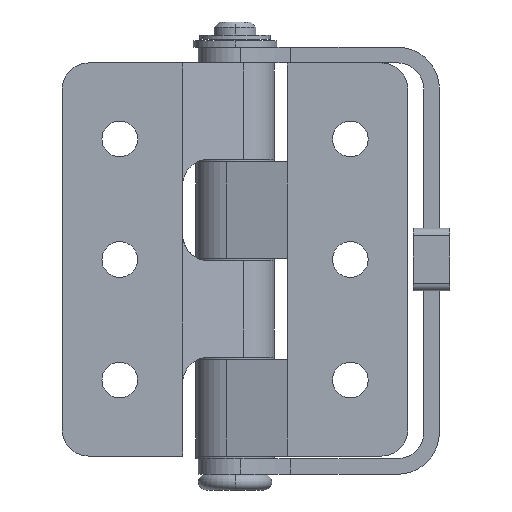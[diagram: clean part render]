
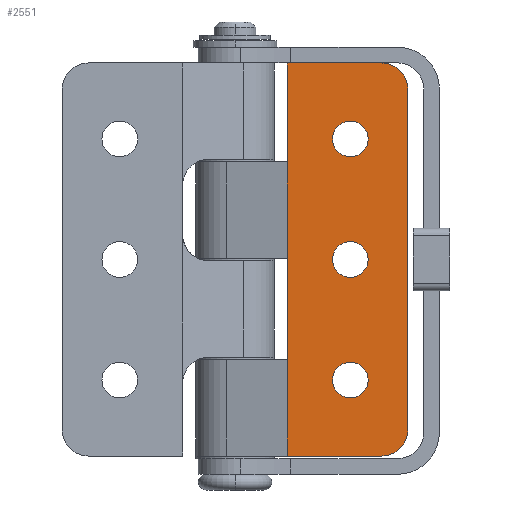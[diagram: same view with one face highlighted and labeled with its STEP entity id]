
A CAD part, front view. The second image highlights one B-rep face of the part: STEP entity #2551.
In plain terms, the highlighted planar face has unit normal (0, -1, 0).
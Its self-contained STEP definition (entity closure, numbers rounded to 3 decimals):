
#78 = PLANE ( 'NONE',  #3084 ) ;
#79 = CARTESIAN_POINT ( 'NONE',  ( 10., -10., 37.5 ) ) ;
#80 = DIRECTION ( 'NONE',  ( 0., 1., 0. ) ) ;
#81 = DIRECTION ( 'NONE',  ( 0., 0., 1. ) ) ;
#170 = CARTESIAN_POINT ( 'NONE',  ( 10., -10., 37.5 ) ) ;
#171 = DIRECTION ( 'NONE',  ( 0., 0., -1. ) ) ;
#190 = CARTESIAN_POINT ( 'NONE',  ( 10., -10., 37.5 ) ) ;
#191 = DIRECTION ( 'NONE',  ( 1., 0., 0. ) ) ;
#202 = CARTESIAN_POINT ( 'NONE',  ( 10., -10., -37.5 ) ) ;
#203 = DIRECTION ( 'NONE',  ( 1., 0., 0. ) ) ;
#208 = CARTESIAN_POINT ( 'NONE',  ( 10., -10., 37.5 ) ) ;
#209 = DIRECTION ( 'NONE',  ( 0., 0., -1. ) ) ;
#212 = CARTESIAN_POINT ( 'NONE',  ( 22., -10., 23. ) ) ;
#213 = DIRECTION ( 'NONE',  ( 0., 1., 0. ) ) ;
#214 = DIRECTION ( 'NONE',  ( 0., 0., 1. ) ) ;
#215 = CARTESIAN_POINT ( 'NONE',  ( 22., -10., 0. ) ) ;
#216 = DIRECTION ( 'NONE',  ( 0., 1., 0. ) ) ;
#217 = DIRECTION ( 'NONE',  ( 0., 0., 1. ) ) ;
#218 = CARTESIAN_POINT ( 'NONE',  ( 22., -10., -23. ) ) ;
#219 = DIRECTION ( 'NONE',  ( 0., 1., 0. ) ) ;
#220 = DIRECTION ( 'NONE',  ( 0., 0., 1. ) ) ;
#445 = CARTESIAN_POINT ( 'NONE',  ( 28., -10., 32.5 ) ) ;
#446 = DIRECTION ( 'NONE',  ( 0., -1., 0. ) ) ;
#447 = DIRECTION ( 'NONE',  ( 0., 0., 1. ) ) ;
#448 = CARTESIAN_POINT ( 'NONE',  ( 33., -10., 37.5 ) ) ;
#449 = DIRECTION ( 'NONE',  ( 0., 0., -1. ) ) ;
#450 = CARTESIAN_POINT ( 'NONE',  ( 10., -10., 37.5 ) ) ;
#451 = DIRECTION ( 'NONE',  ( 0., 0., -1. ) ) ;
#452 = CARTESIAN_POINT ( 'NONE',  ( 10., -10., 37.5 ) ) ;
#453 = DIRECTION ( 'NONE',  ( 0., 0., -1. ) ) ;
#454 = CARTESIAN_POINT ( 'NONE',  ( 28., -10., -32.5 ) ) ;
#455 = DIRECTION ( 'NONE',  ( 0., -1., 0. ) ) ;
#456 = DIRECTION ( 'NONE',  ( 0., 0., 1. ) ) ;
#656 = EDGE_LOOP ( 'NONE', ( #932, #936, #935, #937, #938, #939, #941, #942, #940 ) ) ;
#657 = EDGE_LOOP ( 'NONE', ( #930, #934 ) ) ;
#658 = EDGE_LOOP ( 'NONE', ( #929, #933 ) ) ;
#659 = EDGE_LOOP ( 'NONE', ( #928, #931 ) ) ;
#928 = ORIENTED_EDGE ( 'NONE', *, *, #3685, .T. ) ;
#929 = ORIENTED_EDGE ( 'NONE', *, *, #3686, .T. ) ;
#930 = ORIENTED_EDGE ( 'NONE', *, *, #3687, .T. ) ;
#931 = ORIENTED_EDGE ( 'NONE', *, *, #5000, .T. ) ;
#932 = ORIENTED_EDGE ( 'NONE', *, *, #4145, .F. ) ;
#933 = ORIENTED_EDGE ( 'NONE', *, *, #5004, .T. ) ;
#934 = ORIENTED_EDGE ( 'NONE', *, *, #5008, .T. ) ;
#935 = ORIENTED_EDGE ( 'NONE', *, *, #3674, .F. ) ;
#936 = ORIENTED_EDGE ( 'NONE', *, *, #4144, .T. ) ;
#937 = ORIENTED_EDGE ( 'NONE', *, *, #4146, .T. ) ;
#938 = ORIENTED_EDGE ( 'NONE', *, *, #3683, .T. ) ;
#939 = ORIENTED_EDGE ( 'NONE', *, *, #4147, .T. ) ;
#940 = ORIENTED_EDGE ( 'NONE', *, *, #4148, .T. ) ;
#941 = ORIENTED_EDGE ( 'NONE', *, *, #3666, .T. ) ;
#942 = ORIENTED_EDGE ( 'NONE', *, *, #3680, .T. ) ;
#1218 = CIRCLE ( 'NONE', #1221, 3.4 ) ;
#1221 = AXIS2_PLACEMENT_3D ( 'NONE', #5284, #5285, #5286 ) ;
#1225 = CIRCLE ( 'NONE', #1227, 3.4 ) ;
#1227 = AXIS2_PLACEMENT_3D ( 'NONE', #5294, #5295, #5296 ) ;
#1231 = CIRCLE ( 'NONE', #1233, 3.4 ) ;
#1233 = AXIS2_PLACEMENT_3D ( 'NONE', #5304, #5305, #5306 ) ;
#1668 = FACE_BOUND ( 'NONE', #659, .T. ) ;
#1669 = FACE_BOUND ( 'NONE', #658, .T. ) ;
#1670 = FACE_BOUND ( 'NONE', #657, .T. ) ;
#1671 = FACE_OUTER_BOUND ( 'NONE', #656, .T. ) ;
#1708 = LINE ( 'NONE', #170, #3137 ) ;
#1712 = LINE ( 'NONE', #190, #3125 ) ;
#1718 = LINE ( 'NONE', #202, #3119 ) ;
#1721 = LINE ( 'NONE', #208, #3115 ) ;
#1782 = LINE ( 'NONE', #448, #4879 ) ;
#1783 = LINE ( 'NONE', #450, #4995 ) ;
#1784 = LINE ( 'NONE', #452, #4980 ) ;
#2551 = ADVANCED_FACE ( 'NONE', ( #1668, #1669, #1670, #1671 ), #78, .F. ) ;
#2777 = CARTESIAN_POINT ( 'NONE',  ( 18.6, -10., 23. ) ) ;
#2778 = CARTESIAN_POINT ( 'NONE',  ( 25.4, -10., 23. ) ) ;
#2781 = CARTESIAN_POINT ( 'NONE',  ( 25.4, -10., 0. ) ) ;
#2782 = CARTESIAN_POINT ( 'NONE',  ( 18.6, -10., 0. ) ) ;
#2785 = CARTESIAN_POINT ( 'NONE',  ( 25.4, -10., -23. ) ) ;
#2786 = CARTESIAN_POINT ( 'NONE',  ( 18.6, -10., -23. ) ) ;
#2809 = CARTESIAN_POINT ( 'NONE',  ( 10., -10., -19.14 ) ) ;
#2810 = CARTESIAN_POINT ( 'NONE',  ( 10., -10., -37.5 ) ) ;
#2813 = CARTESIAN_POINT ( 'NONE',  ( 10., -10., 37.5 ) ) ;
#2814 = CARTESIAN_POINT ( 'NONE',  ( 28., -10., 37.5 ) ) ;
#2820 = CARTESIAN_POINT ( 'NONE',  ( 28., -10., -37.5 ) ) ;
#2821 = CARTESIAN_POINT ( 'NONE',  ( 10., -10., 0.24 ) ) ;
#2822 = CARTESIAN_POINT ( 'NONE',  ( 10., -10., 18.62 ) ) ;
#2823 = CARTESIAN_POINT ( 'NONE',  ( 33., -10., 32.5 ) ) ;
#2824 = CARTESIAN_POINT ( 'NONE',  ( 33., -10., -32.5 ) ) ;
#3084 = AXIS2_PLACEMENT_3D ( 'NONE', #79, #80, #81 ) ;
#3108 = AXIS2_PLACEMENT_3D ( 'NONE', #218, #219, #220 ) ;
#3109 = CIRCLE ( 'NONE', #3108, 3.4 ) ;
#3110 = AXIS2_PLACEMENT_3D ( 'NONE', #215, #216, #217 ) ;
#3111 = CIRCLE ( 'NONE', #3110, 3.4 ) ;
#3112 = AXIS2_PLACEMENT_3D ( 'NONE', #212, #213, #214 ) ;
#3115 = VECTOR ( 'NONE', #209, 1000. ) ;
#3117 = CIRCLE ( 'NONE', #3112, 3.4 ) ;
#3119 = VECTOR ( 'NONE', #203, 1000. ) ;
#3125 = VECTOR ( 'NONE', #191, 1000. ) ;
#3137 = VECTOR ( 'NONE', #171, 1000. ) ;
#3666 = EDGE_CURVE ( 'NONE', #4352, #4353, #1708, .T. ) ;
#3674 = EDGE_CURVE ( 'NONE', #4356, #4357, #1712, .T. ) ;
#3680 = EDGE_CURVE ( 'NONE', #4353, #4363, #1718, .T. ) ;
#3683 = EDGE_CURVE ( 'NONE', #4365, #4364, #1721, .T. ) ;
#3685 = EDGE_CURVE ( 'NONE', #4320, #4321, #3117, .T. ) ;
#3686 = EDGE_CURVE ( 'NONE', #4325, #4324, #3111, .T. ) ;
#3687 = EDGE_CURVE ( 'NONE', #4329, #4328, #3109, .T. ) ;
#4144 = EDGE_CURVE ( 'NONE', #4366, #4357, #4938, .T. ) ;
#4145 = EDGE_CURVE ( 'NONE', #4366, #4367, #1782, .T. ) ;
#4146 = EDGE_CURVE ( 'NONE', #4356, #4365, #1783, .T. ) ;
#4147 = EDGE_CURVE ( 'NONE', #4364, #4352, #1784, .T. ) ;
#4148 = EDGE_CURVE ( 'NONE', #4363, #4367, #4939, .T. ) ;
#4320 = VERTEX_POINT ( 'NONE', #2777 ) ;
#4321 = VERTEX_POINT ( 'NONE', #2778 ) ;
#4324 = VERTEX_POINT ( 'NONE', #2781 ) ;
#4325 = VERTEX_POINT ( 'NONE', #2782 ) ;
#4328 = VERTEX_POINT ( 'NONE', #2785 ) ;
#4329 = VERTEX_POINT ( 'NONE', #2786 ) ;
#4352 = VERTEX_POINT ( 'NONE', #2809 ) ;
#4353 = VERTEX_POINT ( 'NONE', #2810 ) ;
#4356 = VERTEX_POINT ( 'NONE', #2813 ) ;
#4357 = VERTEX_POINT ( 'NONE', #2814 ) ;
#4363 = VERTEX_POINT ( 'NONE', #2820 ) ;
#4364 = VERTEX_POINT ( 'NONE', #2821 ) ;
#4365 = VERTEX_POINT ( 'NONE', #2822 ) ;
#4366 = VERTEX_POINT ( 'NONE', #2823 ) ;
#4367 = VERTEX_POINT ( 'NONE', #2824 ) ;
#4871 = AXIS2_PLACEMENT_3D ( 'NONE', #454, #455, #456 ) ;
#4879 = VECTOR ( 'NONE', #449, 1000. ) ;
#4938 = CIRCLE ( 'NONE', #4996, 5. ) ;
#4939 = CIRCLE ( 'NONE', #4871, 5. ) ;
#4980 = VECTOR ( 'NONE', #453, 1000. ) ;
#4995 = VECTOR ( 'NONE', #451, 1000. ) ;
#4996 = AXIS2_PLACEMENT_3D ( 'NONE', #445, #446, #447 ) ;
#5000 = EDGE_CURVE ( 'NONE', #4321, #4320, #1218, .T. ) ;
#5004 = EDGE_CURVE ( 'NONE', #4324, #4325, #1225, .T. ) ;
#5008 = EDGE_CURVE ( 'NONE', #4328, #4329, #1231, .T. ) ;
#5284 = CARTESIAN_POINT ( 'NONE',  ( 22., -10., 23. ) ) ;
#5285 = DIRECTION ( 'NONE',  ( 0., 1., 0. ) ) ;
#5286 = DIRECTION ( 'NONE',  ( 0., 0., 1. ) ) ;
#5294 = CARTESIAN_POINT ( 'NONE',  ( 22., -10., 0. ) ) ;
#5295 = DIRECTION ( 'NONE',  ( 0., 1., 0. ) ) ;
#5296 = DIRECTION ( 'NONE',  ( 0., 0., 1. ) ) ;
#5304 = CARTESIAN_POINT ( 'NONE',  ( 22., -10., -23. ) ) ;
#5305 = DIRECTION ( 'NONE',  ( 0., 1., 0. ) ) ;
#5306 = DIRECTION ( 'NONE',  ( 0., 0., 1. ) ) ;
